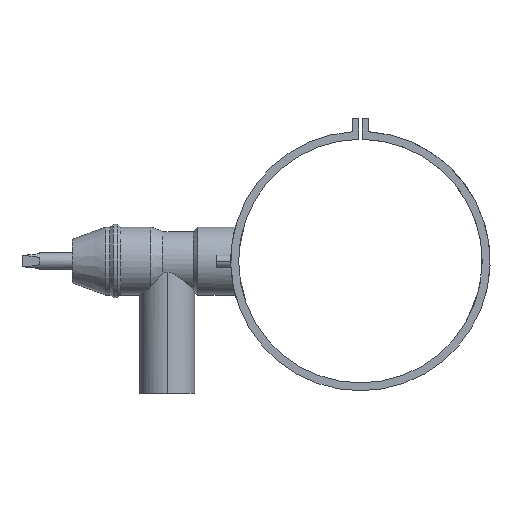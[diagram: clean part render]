
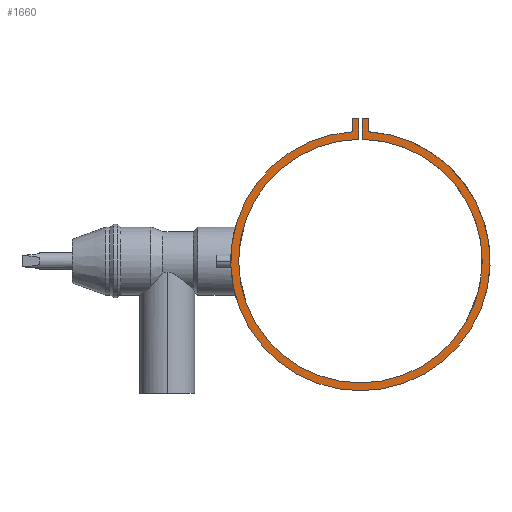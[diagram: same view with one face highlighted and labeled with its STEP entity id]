
A CAD part, left-side view. The second image highlights one B-rep face of the part: STEP entity #1660.
In plain terms, the highlighted planar face has unit normal (-1, 0, 0).
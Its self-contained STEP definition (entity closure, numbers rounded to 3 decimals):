
#119 = CARTESIAN_POINT ( 'NONE',  ( -80., -9., 148.728 ) ) ;
#224 = DIRECTION ( 'NONE',  ( 1., 0., 0. ) ) ;
#275 = CARTESIAN_POINT ( 'NONE',  ( -80., 9., 163.728 ) ) ;
#320 = LINE ( 'NONE', #1528, #376 ) ;
#346 = LINE ( 'NONE', #1555, #1640 ) ;
#360 = VECTOR ( 'NONE', #1484, 1000. ) ;
#376 = VECTOR ( 'NONE', #2508, 1000. ) ;
#439 = AXIS2_PLACEMENT_3D ( 'NONE', #2630, #224, #1430 ) ;
#471 = VERTEX_POINT ( 'NONE', #2872 ) ;
#502 = VERTEX_POINT ( 'NONE', #119 ) ;
#518 = VERTEX_POINT ( 'NONE', #3080 ) ;
#526 = FACE_OUTER_BOUND ( 'NONE', #2090, .T. ) ;
#554 = VECTOR ( 'NONE', #2157, 1000. ) ;
#604 = DIRECTION ( 'NONE',  ( 0., -1., 0. ) ) ;
#679 = CIRCLE ( 'NONE', #1187, 149. ) ;
#874 = AXIS2_PLACEMENT_3D ( 'NONE', #2477, #3164, #1182 ) ;
#947 = CARTESIAN_POINT ( 'NONE',  ( -80., 2., 163.728 ) ) ;
#1067 = EDGE_CURVE ( 'NONE', #1664, #471, #346, .T. ) ;
#1110 = DIRECTION ( 'NONE',  ( 1., 0., 0. ) ) ;
#1182 = DIRECTION ( 'NONE',  ( 0., 0., -1. ) ) ;
#1187 = AXIS2_PLACEMENT_3D ( 'NONE', #3126, #1110, #2252 ) ;
#1201 = VECTOR ( 'NONE', #604, 1000. ) ;
#1247 = VECTOR ( 'NONE', #3152, 1000. ) ;
#1248 = CARTESIAN_POINT ( 'NONE',  ( -80., -2., 139.986 ) ) ;
#1258 = EDGE_CURVE ( 'NONE', #1937, #1570, #2112, .T. ) ;
#1274 = VERTEX_POINT ( 'NONE', #2884 ) ;
#1430 = DIRECTION ( 'NONE',  ( 0., 0., -1. ) ) ;
#1461 = LINE ( 'NONE', #2466, #1247 ) ;
#1484 = DIRECTION ( 'NONE',  ( 0., 0., 1. ) ) ;
#1528 = CARTESIAN_POINT ( 'NONE',  ( -80., -9., 163.728 ) ) ;
#1555 = CARTESIAN_POINT ( 'NONE',  ( -80., -2., 163.728 ) ) ;
#1570 = VERTEX_POINT ( 'NONE', #1788 ) ;
#1640 = VECTOR ( 'NONE', #2521, 1000. ) ;
#1660 = ADVANCED_FACE ( 'NONE', ( #526 ), #1732, .F. ) ;
#1664 = VERTEX_POINT ( 'NONE', #2446 ) ;
#1702 = EDGE_CURVE ( 'NONE', #471, #502, #320, .T. ) ;
#1730 = VERTEX_POINT ( 'NONE', #1248 ) ;
#1732 = PLANE ( 'NONE',  #439 ) ;
#1788 = CARTESIAN_POINT ( 'NONE',  ( -80., 2., 163.728 ) ) ;
#1937 = VERTEX_POINT ( 'NONE', #2047 ) ;
#2007 = ORIENTED_EDGE ( 'NONE', *, *, #2215, .F. ) ;
#2008 = ORIENTED_EDGE ( 'NONE', *, *, #1258, .F. ) ;
#2012 = ORIENTED_EDGE ( 'NONE', *, *, #2105, .F. ) ;
#2018 = ORIENTED_EDGE ( 'NONE', *, *, #2216, .F. ) ;
#2024 = ORIENTED_EDGE ( 'NONE', *, *, #2824, .F. ) ;
#2031 = ORIENTED_EDGE ( 'NONE', *, *, #1067, .F. ) ;
#2037 = ORIENTED_EDGE ( 'NONE', *, *, #1702, .F. ) ;
#2041 = ORIENTED_EDGE ( 'NONE', *, *, #3140, .F. ) ;
#2047 = CARTESIAN_POINT ( 'NONE',  ( -80., 9., 163.728 ) ) ;
#2090 = EDGE_LOOP ( 'NONE', ( #2041, #2037, #2031, #2024, #2018, #2012, #2008, #2007 ) ) ;
#2105 = EDGE_CURVE ( 'NONE', #1570, #1274, #3038, .T. ) ;
#2112 = LINE ( 'NONE', #2853, #1201 ) ;
#2157 = DIRECTION ( 'NONE',  ( 0., 0., -1. ) ) ;
#2215 = EDGE_CURVE ( 'NONE', #518, #1937, #2661, .T. ) ;
#2216 = EDGE_CURVE ( 'NONE', #1274, #1730, #2409, .T. ) ;
#2252 = DIRECTION ( 'NONE',  ( 0., 0., -1. ) ) ;
#2409 = CIRCLE ( 'NONE', #874, 140. ) ;
#2446 = CARTESIAN_POINT ( 'NONE',  ( -80., -2., 163.728 ) ) ;
#2466 = CARTESIAN_POINT ( 'NONE',  ( -80., -2., 163.728 ) ) ;
#2477 = CARTESIAN_POINT ( 'NONE',  ( -80., 0., 0. ) ) ;
#2508 = DIRECTION ( 'NONE',  ( 0., 0., -1. ) ) ;
#2521 = DIRECTION ( 'NONE',  ( 0., -1., 0. ) ) ;
#2630 = CARTESIAN_POINT ( 'NONE',  ( -80., 0., 0. ) ) ;
#2661 = LINE ( 'NONE', #275, #360 ) ;
#2824 = EDGE_CURVE ( 'NONE', #1730, #1664, #1461, .T. ) ;
#2853 = CARTESIAN_POINT ( 'NONE',  ( -80., 9., 163.728 ) ) ;
#2872 = CARTESIAN_POINT ( 'NONE',  ( -80., -9., 163.728 ) ) ;
#2884 = CARTESIAN_POINT ( 'NONE',  ( -80., 2., 139.986 ) ) ;
#3038 = LINE ( 'NONE', #947, #554 ) ;
#3080 = CARTESIAN_POINT ( 'NONE',  ( -80., 9., 148.728 ) ) ;
#3126 = CARTESIAN_POINT ( 'NONE',  ( -80., 0., 0. ) ) ;
#3140 = EDGE_CURVE ( 'NONE', #502, #518, #679, .T. ) ;
#3152 = DIRECTION ( 'NONE',  ( 0., 0., 1. ) ) ;
#3164 = DIRECTION ( 'NONE',  ( -1., 0., 0. ) ) ;
